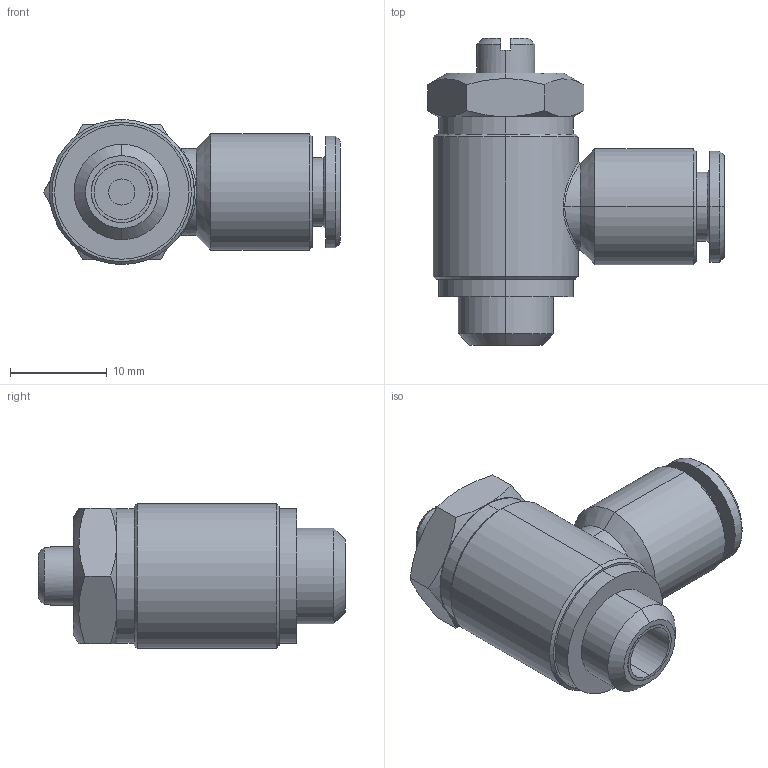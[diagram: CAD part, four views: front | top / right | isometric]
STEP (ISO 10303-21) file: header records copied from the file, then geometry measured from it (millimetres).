
FILE_DESCRIPTION (( 'STEP AP203' ), '1' );
FILE_NAME ('04290C31.STEP', '2010-05-10T13:48:39', ( '' ), ( 'sopra-pneumatic' ), 'SwSTEP 2.0', 'SolidWorks 2009', '' );
FILE_SCHEMA (( 'CONFIG_CONTROL_DESIGN' ));
Length unit declared in the file: millimetre
Products named in the file (1): 04290C31
Bounding box: 30.68 x 31.74 x 15 mm (x, y, z)
Volume: 5299.1 mm3; surface area: 2792.4 mm2
Topology: 1 solids, 1 shells, 79 faces, 170 edges, 105 vertices
Faces by surface type: cone 28, cylinder 25, plane 24, bspline 2
Entity records: 3196 total; most frequent: CARTESIAN_POINT 1396, DIRECTION 377, ORIENTED_EDGE 340, EDGE_CURVE 170, AXIS2_PLACEMENT_3D 160, VERTEX_POINT 105, EDGE_LOOP 91, CIRCLE 82
